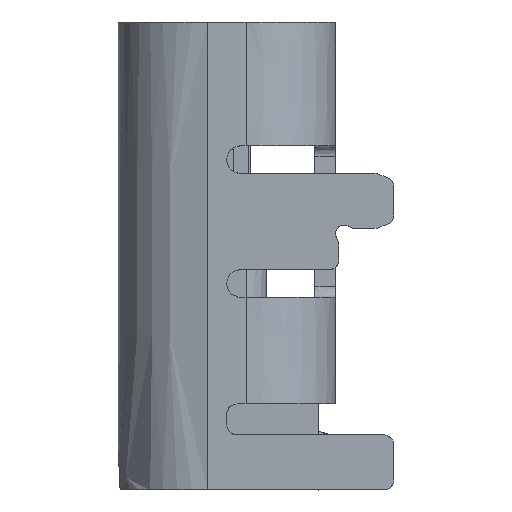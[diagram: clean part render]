
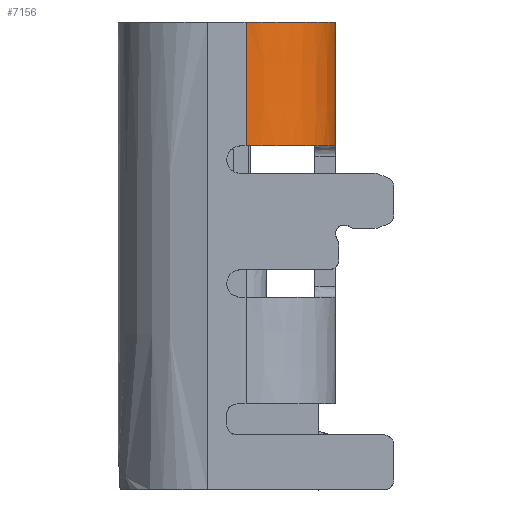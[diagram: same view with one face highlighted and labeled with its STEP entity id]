
A CAD part, left-side view. The second image highlights one B-rep face of the part: STEP entity #7156.
In plain terms, the highlighted free-form (B-spline) face has degree [3, 3] with [10, 4] control points.
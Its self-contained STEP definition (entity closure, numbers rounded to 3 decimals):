
#44 = CARTESIAN_POINT ( 'NONE',  ( -3.363, -1.719, 16.268 ) ) ;
#1014 = CARTESIAN_POINT ( 'NONE',  ( -3.302, -1.716, 16.304 ) ) ;
#1108 = B_SPLINE_CURVE_WITH_KNOTS ( 'NONE', 3,
 ( #32118, #23136, #34179, #4717 ),
 .UNSPECIFIED., .F., .F.,
 ( 4, 4 ),
 ( 0., 1. ),
 .UNSPECIFIED. ) ;
#2007 = CARTESIAN_POINT ( 'NONE',  ( -4.492, -0.969, 16.304 ) ) ;
#2173 = CARTESIAN_POINT ( 'NONE',  ( -4.602, -0.416, 16.304 ) ) ;
#2199 = CARTESIAN_POINT ( 'NONE',  ( -4.492, -0.969, 18.104 ) ) ;
#2418 = CARTESIAN_POINT ( 'NONE',  ( -4.588, -0.679, 16.268 ) ) ;
#2563 = CARTESIAN_POINT ( 'NONE',  ( -4.583, -0.692, 18.104 ) ) ;
#2614 = CARTESIAN_POINT ( 'NONE',  ( -3.363, -1.719, 16.892 ) ) ;
#2786 = CARTESIAN_POINT ( 'NONE',  ( -4.605, -0.476, 16.892 ) ) ;
#2848 = EDGE_CURVE ( 'NONE', #21341, #18546, #16135, .T. ) ;
#3745 = EDGE_CURVE ( 'NONE', #23927, #21341, #25524, .T. ) ;
#4717 = CARTESIAN_POINT ( 'NONE',  ( -3.302, -1.716, 16.304 ) ) ;
#4939 = CARTESIAN_POINT ( 'NONE',  ( -4.332, -1.23, 17.516 ) ) ;
#5283 = CARTESIAN_POINT ( 'NONE',  ( -4.116, -1.446, 16.268 ) ) ;
#5437 = ORIENTED_EDGE ( 'NONE', *, *, #3745, .T. ) ;
#5476 = CARTESIAN_POINT ( 'NONE',  ( -4.605, -0.476, 17.516 ) ) ;
#6583 = CARTESIAN_POINT ( 'NONE',  ( -3.578, -1.697, 16.304 ) ) ;
#6791 = ORIENTED_EDGE ( 'NONE', *, *, #2848, .T. ) ;
#7156 = ADVANCED_FACE ( 'NONE', ( #17724 ), #27471, .T. ) ;
#7619 = CARTESIAN_POINT ( 'NONE',  ( -4.492, -0.969, 16.268 ) ) ;
#8070 = CARTESIAN_POINT ( 'NONE',  ( -4.602, -0.416, 18.104 ) ) ;
#8153 = CARTESIAN_POINT ( 'NONE',  ( -4.116, -1.446, 17.516 ) ) ;
#8741 = CARTESIAN_POINT ( 'NONE',  ( -4.116, -1.446, 16.304 ) ) ;
#8802 = CARTESIAN_POINT ( 'NONE',  ( -4.602, -0.416, 18.104 ) ) ;
#9170 = VERTEX_POINT ( 'NONE', #19004 ) ;
#9266 = CARTESIAN_POINT ( 'NONE',  ( -3.39, -1.716, 16.304 ) ) ;
#9619 = EDGE_LOOP ( 'NONE', ( #17327, #5437, #6791, #35445 ) ) ;
#10148 = CARTESIAN_POINT ( 'NONE',  ( -4.602, -0.375, 16.268 ) ) ;
#10319 = CARTESIAN_POINT ( 'NONE',  ( -3.261, -1.716, 16.268 ) ) ;
#10515 = CARTESIAN_POINT ( 'NONE',  ( -4.605, -0.476, 16.268 ) ) ;
#10708 = CARTESIAN_POINT ( 'NONE',  ( -4.492, -0.969, 16.892 ) ) ;
#10879 = CARTESIAN_POINT ( 'NONE',  ( -3.261, -1.716, 17.516 ) ) ;
#11069 = CARTESIAN_POINT ( 'NONE',  ( -4.332, -1.23, 16.892 ) ) ;
#11176 = CARTESIAN_POINT ( 'NONE',  ( -4.602, -0.416, 16.904 ) ) ;
#13393 = CARTESIAN_POINT ( 'NONE',  ( -4.332, -1.23, 18.14 ) ) ;
#13533 = CARTESIAN_POINT ( 'NONE',  ( -3.578, -1.697, 18.104 ) ) ;
#13740 = CARTESIAN_POINT ( 'NONE',  ( -4.116, -1.446, 18.14 ) ) ;
#13850 = CARTESIAN_POINT ( 'NONE',  ( -4.602, -0.416, 16.304 ) ) ;
#13924 = CARTESIAN_POINT ( 'NONE',  ( -3.363, -1.719, 18.14 ) ) ;
#15688 = CARTESIAN_POINT ( 'NONE',  ( -3.302, -1.716, 18.104 ) ) ;
#15914 = CARTESIAN_POINT ( 'NONE',  ( -3.856, -1.606, 17.516 ) ) ;
#16135 = B_SPLINE_CURVE_WITH_KNOTS ( 'NONE', 3,
 ( #8070, #27012, #11176, #13850 ),
 .UNSPECIFIED., .F., .F.,
 ( 4, 4 ),
 ( 0., 1. ),
 .UNSPECIFIED. ) ;
#16453 = CARTESIAN_POINT ( 'NONE',  ( -4.588, -0.679, 16.892 ) ) ;
#17327 = ORIENTED_EDGE ( 'NONE', *, *, #28228, .F. ) ;
#17724 = FACE_OUTER_BOUND ( 'NONE', #9619, .T. ) ;
#17730 = CARTESIAN_POINT ( 'NONE',  ( -4.332, -1.23, 16.304 ) ) ;
#18546 = VERTEX_POINT ( 'NONE', #32828 ) ;
#18967 = CARTESIAN_POINT ( 'NONE',  ( -3.856, -1.606, 16.268 ) ) ;
#19004 = CARTESIAN_POINT ( 'NONE',  ( -3.302, -1.716, 16.304 ) ) ;
#19146 = CARTESIAN_POINT ( 'NONE',  ( -3.565, -1.701, 16.268 ) ) ;
#19329 = CARTESIAN_POINT ( 'NONE',  ( -4.605, -0.476, 18.14 ) ) ;
#21064 = CARTESIAN_POINT ( 'NONE',  ( -4.583, -0.692, 16.304 ) ) ;
#21229 = CARTESIAN_POINT ( 'NONE',  ( -4.602, -0.504, 16.304 ) ) ;
#21303 = CARTESIAN_POINT ( 'NONE',  ( -3.856, -1.606, 18.14 ) ) ;
#21341 = VERTEX_POINT ( 'NONE', #8802 ) ;
#21497 = CARTESIAN_POINT ( 'NONE',  ( -4.588, -0.679, 17.516 ) ) ;
#21634 = CARTESIAN_POINT ( 'NONE',  ( -4.332, -1.23, 18.104 ) ) ;
#21801 = CARTESIAN_POINT ( 'NONE',  ( -4.602, -0.504, 18.104 ) ) ;
#21850 = CARTESIAN_POINT ( 'NONE',  ( -4.602, -0.375, 18.14 ) ) ;
#22031 = CARTESIAN_POINT ( 'NONE',  ( -3.261, -1.716, 16.892 ) ) ;
#22947 = B_SPLINE_CURVE_WITH_KNOTS ( 'NONE', 3,
 ( #1014, #9266, #6583, #33468, #8741, #17730, #2007, #21064, #21229, #2173 ),
 .UNSPECIFIED., .F., .F.,
 ( 4, 1, 1, 1, 1, 1, 1, 4 ),
 ( 0., 0., 0.001, 0.001, 0.001, 0.001, 0.002, 0.002 ),
 .UNSPECIFIED. ) ;
#23136 = CARTESIAN_POINT ( 'NONE',  ( -3.302, -1.716, 17.504 ) ) ;
#23723 = CARTESIAN_POINT ( 'NONE',  ( -3.302, -1.716, 18.104 ) ) ;
#23927 = VERTEX_POINT ( 'NONE', #23723 ) ;
#23962 = CARTESIAN_POINT ( 'NONE',  ( -4.116, -1.446, 18.104 ) ) ;
#24379 = CARTESIAN_POINT ( 'NONE',  ( -3.363, -1.719, 17.516 ) ) ;
#24727 = CARTESIAN_POINT ( 'NONE',  ( -3.856, -1.606, 16.892 ) ) ;
#24915 = CARTESIAN_POINT ( 'NONE',  ( -3.565, -1.701, 18.14 ) ) ;
#25524 = B_SPLINE_CURVE_WITH_KNOTS ( 'NONE', 3,
 ( #15688, #26687, #13533, #30121, #23962, #21634, #2199, #2563, #21801, #35003 ),
 .UNSPECIFIED., .F., .F.,
 ( 4, 1, 1, 1, 1, 1, 1, 4 ),
 ( 0., 0.129, 0.277, 0.426, 0.574, 0.723, 0.871, 1. ),
 .UNSPECIFIED. ) ;
#26687 = CARTESIAN_POINT ( 'NONE',  ( -3.39, -1.716, 18.104 ) ) ;
#26912 = CARTESIAN_POINT ( 'NONE',  ( -3.565, -1.701, 16.892 ) ) ;
#27012 = CARTESIAN_POINT ( 'NONE',  ( -4.602, -0.416, 17.504 ) ) ;
#27447 = CARTESIAN_POINT ( 'NONE',  ( -4.492, -0.969, 18.14 ) ) ;
#27471 = B_SPLINE_SURFACE_WITH_KNOTS ( 'NONE', 3, 3, ( 
 ( #10148, #29107, #31602, #21850 ),
 ( #10515, #2786, #5476, #19329 ),
 ( #2418, #16453, #21497, #30178 ),
 ( #7619, #10708, #32873, #27447 ),
 ( #27624, #11069, #4939, #13393 ),
 ( #5283, #30340, #8153, #13740 ),
 ( #18967, #24727, #15914, #21303 ),
 ( #19146, #26912, #32323, #24915 ),
 ( #44, #2614, #24379, #13924 ),
 ( #10319, #22031, #10879, #29981 ) ),
 .UNSPECIFIED., .F., .F., .F.,
 ( 4, 1, 1, 1, 1, 1, 1, 4 ),
 ( 4, 4 ),
 ( 3.11, 3.344, 3.577, 3.81, 4.044, 4.277, 4.51, 4.744 ),
 ( 0., 1.872 ),
 .UNSPECIFIED. ) ;
#27624 = CARTESIAN_POINT ( 'NONE',  ( -4.332, -1.23, 16.268 ) ) ;
#28228 = EDGE_CURVE ( 'NONE', #23927, #9170, #1108, .T. ) ;
#29107 = CARTESIAN_POINT ( 'NONE',  ( -4.602, -0.375, 16.892 ) ) ;
#29981 = CARTESIAN_POINT ( 'NONE',  ( -3.261, -1.716, 18.14 ) ) ;
#30121 = CARTESIAN_POINT ( 'NONE',  ( -3.856, -1.606, 18.104 ) ) ;
#30178 = CARTESIAN_POINT ( 'NONE',  ( -4.588, -0.679, 18.14 ) ) ;
#30340 = CARTESIAN_POINT ( 'NONE',  ( -4.116, -1.446, 16.892 ) ) ;
#31602 = CARTESIAN_POINT ( 'NONE',  ( -4.602, -0.375, 17.516 ) ) ;
#32118 = CARTESIAN_POINT ( 'NONE',  ( -3.302, -1.716, 18.104 ) ) ;
#32323 = CARTESIAN_POINT ( 'NONE',  ( -3.565, -1.701, 17.516 ) ) ;
#32376 = EDGE_CURVE ( 'NONE', #9170, #18546, #22947, .T. ) ;
#32828 = CARTESIAN_POINT ( 'NONE',  ( -4.602, -0.416, 16.304 ) ) ;
#32873 = CARTESIAN_POINT ( 'NONE',  ( -4.492, -0.969, 17.516 ) ) ;
#33468 = CARTESIAN_POINT ( 'NONE',  ( -3.856, -1.606, 16.304 ) ) ;
#34179 = CARTESIAN_POINT ( 'NONE',  ( -3.302, -1.716, 16.904 ) ) ;
#35003 = CARTESIAN_POINT ( 'NONE',  ( -4.602, -0.416, 18.104 ) ) ;
#35445 = ORIENTED_EDGE ( 'NONE', *, *, #32376, .F. ) ;
